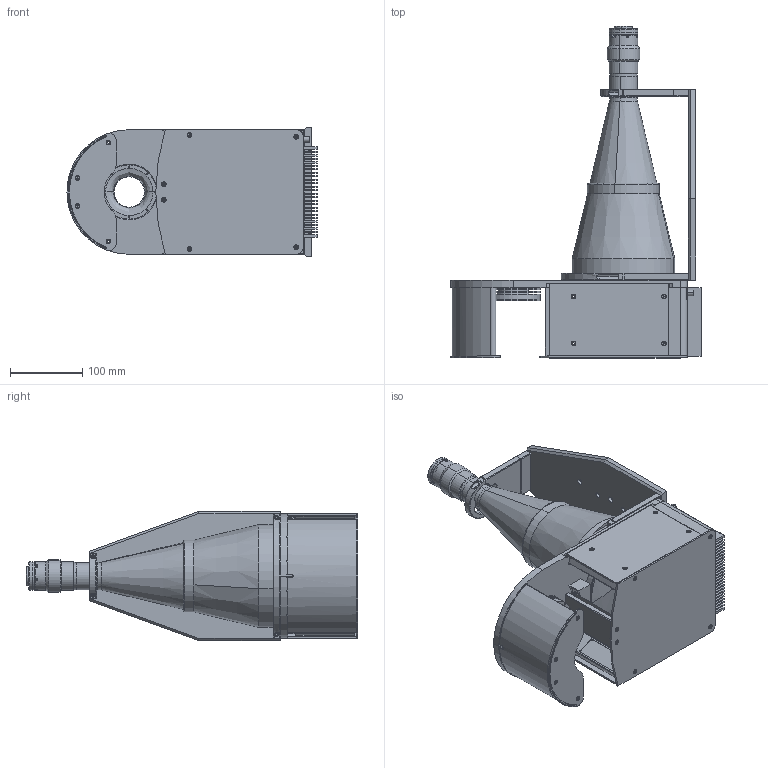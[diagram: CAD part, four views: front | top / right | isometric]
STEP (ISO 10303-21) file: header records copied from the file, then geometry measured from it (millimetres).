
FILE_DESCRIPTION (( 'STEP AP203' ), '1' );
FILE_NAME ('DP24838_TCCAGE2MHR096-C.step', '2020-03-06T16:36:34', ( '' ), ( '' ), 'SwSTEP 2.0', 'SolidWorks 2020', '' );
FILE_SCHEMA (( 'CONFIG_CONTROL_DESIGN' ));
Length unit declared in the file: millimetre
Products named in the file (1): DP24838_TCCAGE2MHR096-C
Bounding box: 346.95 x 460.3 x 179 mm (x, y, z)
Surface area: 722705.4 mm2 (no closed solid volume)
Topology: 0 solids, 111 shells, 910 faces, 3151 edges, 2350 vertices
Faces by surface type: plane 482, cylinder 313, cone 57, torus 54, bspline 2, sphere 2
Entity records: 35051 total; most frequent: CARTESIAN_POINT 7098, DIRECTION 6105, ORIENTED_EDGE 4809, EDGE_CURVE 3151, VERTEX_POINT 2350, AXIS2_PLACEMENT_3D 2114, LINE 1877, VECTOR 1877
